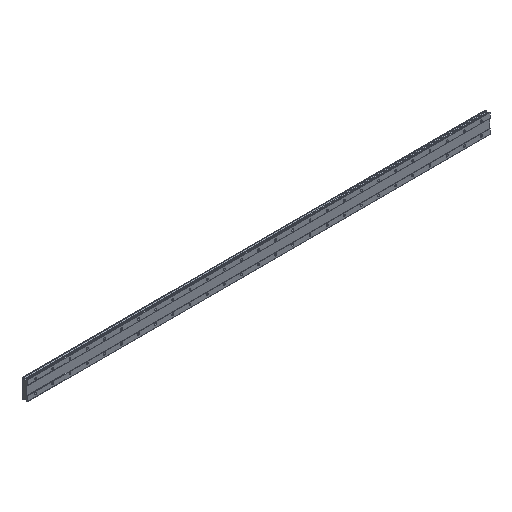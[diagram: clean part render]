
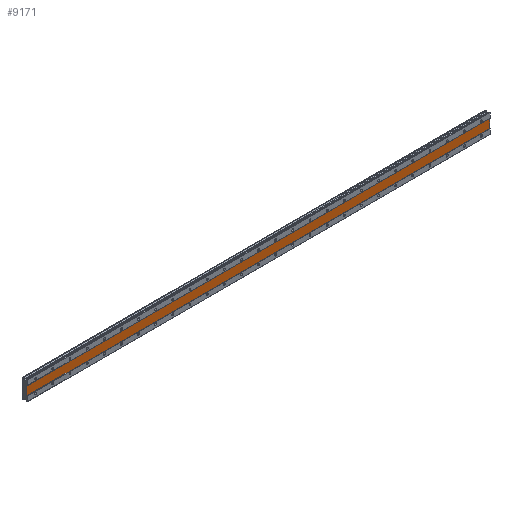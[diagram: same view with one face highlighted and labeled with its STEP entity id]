
A CAD part, isometric view. The second image highlights one B-rep face of the part: STEP entity #9171.
In plain terms, the highlighted planar face has unit normal (0, -1, 0).
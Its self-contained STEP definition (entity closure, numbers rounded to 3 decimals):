
#690 = CARTESIAN_POINT ( 'NONE',  ( 2120., 1., 20. ) ) ;
#759 = VERTEX_POINT ( 'NONE', #1973 ) ;
#849 = DIRECTION ( 'NONE',  ( 0., 0., 1. ) ) ;
#1018 = DIRECTION ( 'NONE',  ( 0., 0., 1. ) ) ;
#1202 = VERTEX_POINT ( 'NONE', #6102 ) ;
#1580 = CARTESIAN_POINT ( 'NONE',  ( 2120., 1., 20. ) ) ;
#1887 = CARTESIAN_POINT ( 'NONE',  ( -40., 1., 20. ) ) ;
#1973 = CARTESIAN_POINT ( 'NONE',  ( 2120., 1., -20. ) ) ;
#2236 = DIRECTION ( 'NONE',  ( 0., 0., -1. ) ) ;
#2401 = EDGE_LOOP ( 'NONE', ( #8580, #9214, #5067, #7395 ) ) ;
#2417 = CARTESIAN_POINT ( 'NONE',  ( -40., 1., -20. ) ) ;
#2503 = CARTESIAN_POINT ( 'NONE',  ( 2120., 1., -20. ) ) ;
#2701 = VERTEX_POINT ( 'NONE', #2417 ) ;
#2741 = EDGE_CURVE ( 'NONE', #2701, #6662, #4686, .T. ) ;
#2795 = EDGE_CURVE ( 'NONE', #1202, #759, #4428, .T. ) ;
#2917 = EDGE_CURVE ( 'NONE', #759, #2701, #4676, .T. ) ;
#3353 = VECTOR ( 'NONE', #5430, 1000. ) ;
#3775 = LINE ( 'NONE', #7261, #7049 ) ;
#4185 = EDGE_CURVE ( 'NONE', #6662, #1202, #3775, .T. ) ;
#4428 = LINE ( 'NONE', #690, #8390 ) ;
#4676 = LINE ( 'NONE', #2503, #3353 ) ;
#4686 = LINE ( 'NONE', #6780, #9311 ) ;
#5067 = ORIENTED_EDGE ( 'NONE', *, *, #4185, .F. ) ;
#5430 = DIRECTION ( 'NONE',  ( -1., 0., 0. ) ) ;
#6102 = CARTESIAN_POINT ( 'NONE',  ( 2120., 1., 20. ) ) ;
#6662 = VERTEX_POINT ( 'NONE', #1887 ) ;
#6780 = CARTESIAN_POINT ( 'NONE',  ( -40., 1., 20. ) ) ;
#7049 = VECTOR ( 'NONE', #8880, 1000. ) ;
#7261 = CARTESIAN_POINT ( 'NONE',  ( 2120., 1., 20. ) ) ;
#7395 = ORIENTED_EDGE ( 'NONE', *, *, #2741, .F. ) ;
#7417 = DIRECTION ( 'NONE',  ( 0., 1., 0. ) ) ;
#8145 = PLANE ( 'NONE',  #8639 ) ;
#8390 = VECTOR ( 'NONE', #2236, 1000. ) ;
#8580 = ORIENTED_EDGE ( 'NONE', *, *, #2917, .F. ) ;
#8639 = AXIS2_PLACEMENT_3D ( 'NONE', #1580, #7417, #849 ) ;
#8852 = FACE_OUTER_BOUND ( 'NONE', #2401, .T. ) ;
#8880 = DIRECTION ( 'NONE',  ( 1., 0., 0. ) ) ;
#9171 = ADVANCED_FACE ( 'NONE', ( #8852 ), #8145, .F. ) ;
#9214 = ORIENTED_EDGE ( 'NONE', *, *, #2795, .F. ) ;
#9311 = VECTOR ( 'NONE', #1018, 1000. ) ;
